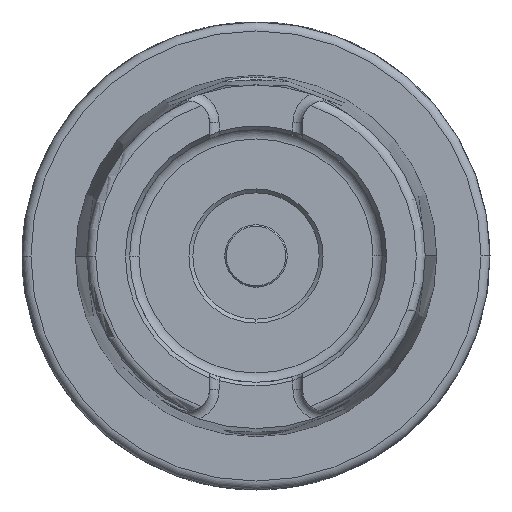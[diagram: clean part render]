
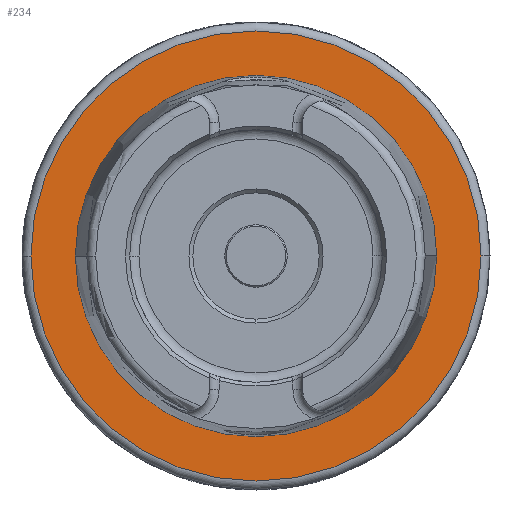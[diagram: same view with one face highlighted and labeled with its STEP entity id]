
A CAD part, left-side view. The second image highlights one B-rep face of the part: STEP entity #234.
In plain terms, the highlighted planar face has unit normal (-1, 0, 0).
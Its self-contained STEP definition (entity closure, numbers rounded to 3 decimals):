
#234 = ADVANCED_FACE ( 'NONE', ( #6084, #6083 ), #6082, .T. ) ;
#240 = EDGE_LOOP ( 'NONE', ( #7132, #328 ) ) ;
#253 = EDGE_CURVE ( 'NONE', #295, #306, #6111, .T. ) ;
#261 = EDGE_LOOP ( 'NONE', ( #6894, #6890 ) ) ;
#295 = VERTEX_POINT ( 'NONE', #7745 ) ;
#306 = VERTEX_POINT ( 'NONE', #7742 ) ;
#328 = ORIENTED_EDGE ( 'NONE', *, *, #253, .F. ) ;
#477 = EDGE_CURVE ( 'NONE', #306, #295, #8238, .T. ) ;
#1212 = VERTEX_POINT ( 'NONE', #11078 ) ;
#1235 = EDGE_CURVE ( 'NONE', #1212, #10716, #11517, .T. ) ;
#4226 = CARTESIAN_POINT ( 'NONE',  ( 0., -24.321, 0. ) ) ;
#4260 = CARTESIAN_POINT ( 'NONE',  ( 0., 0., 0. ) ) ;
#4289 = DIRECTION ( 'NONE',  ( 0., 1., 0. ) ) ;
#4290 = DIRECTION ( 'NONE',  ( 1., 0., 0. ) ) ;
#4291 = AXIS2_PLACEMENT_3D ( 'NONE', #4260, #4290, #4289 ) ;
#4308 = CIRCLE ( 'NONE', #4291, 24.321 ) ;
#6077 = DIRECTION ( 'NONE',  ( 0., -1., 0. ) ) ;
#6078 = DIRECTION ( 'NONE',  ( -1., 0., 0. ) ) ;
#6079 = CARTESIAN_POINT ( 'NONE',  ( 0., 24.321, 0. ) ) ;
#6081 = AXIS2_PLACEMENT_3D ( 'NONE', #6079, #6078, #6077 ) ;
#6082 = PLANE ( 'NONE',  #6081 ) ;
#6083 = FACE_OUTER_BOUND ( 'NONE', #240, .T. ) ;
#6084 = FACE_BOUND ( 'NONE', #261, .T. ) ;
#6105 = CARTESIAN_POINT ( 'NONE',  ( 0., 0., 0. ) ) ;
#6106 = AXIS2_PLACEMENT_3D ( 'NONE', #6105, #6169, #6168 ) ;
#6111 = CIRCLE ( 'NONE', #6106, 30.3 ) ;
#6168 = DIRECTION ( 'NONE',  ( 0., 1., 0. ) ) ;
#6169 = DIRECTION ( 'NONE',  ( 1., 0., 0. ) ) ;
#6890 = ORIENTED_EDGE ( 'NONE', *, *, #10734, .T. ) ;
#6894 = ORIENTED_EDGE ( 'NONE', *, *, #1235, .T. ) ;
#7132 = ORIENTED_EDGE ( 'NONE', *, *, #477, .F. ) ;
#7742 = CARTESIAN_POINT ( 'NONE',  ( 0., 30.3, 0. ) ) ;
#7745 = CARTESIAN_POINT ( 'NONE',  ( 0., -30.3, 0. ) ) ;
#8232 = DIRECTION ( 'NONE',  ( 0., 1., 0. ) ) ;
#8233 = DIRECTION ( 'NONE',  ( 1., 0., 0. ) ) ;
#8235 = CARTESIAN_POINT ( 'NONE',  ( 0., 0., 0. ) ) ;
#8236 = AXIS2_PLACEMENT_3D ( 'NONE', #8235, #8233, #8232 ) ;
#8238 = CIRCLE ( 'NONE', #8236, 30.3 ) ;
#10716 = VERTEX_POINT ( 'NONE', #4226 ) ;
#10734 = EDGE_CURVE ( 'NONE', #10716, #1212, #4308, .T. ) ;
#11078 = CARTESIAN_POINT ( 'NONE',  ( 0., 24.321, 0. ) ) ;
#11513 = DIRECTION ( 'NONE',  ( 0., 1., 0. ) ) ;
#11514 = DIRECTION ( 'NONE',  ( 1., 0., 0. ) ) ;
#11515 = CARTESIAN_POINT ( 'NONE',  ( 0., 0., 0. ) ) ;
#11516 = AXIS2_PLACEMENT_3D ( 'NONE', #11515, #11514, #11513 ) ;
#11517 = CIRCLE ( 'NONE', #11516, 24.321 ) ;
